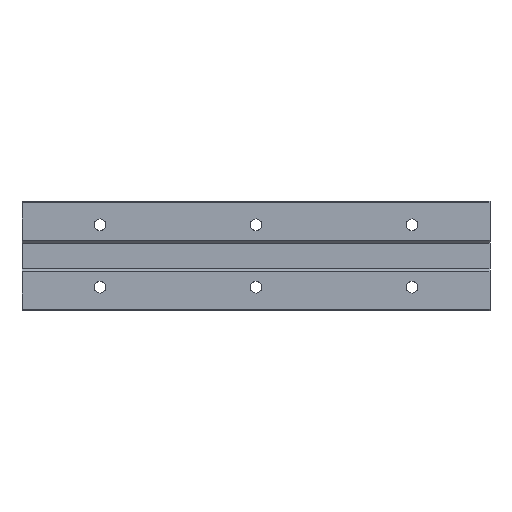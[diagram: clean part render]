
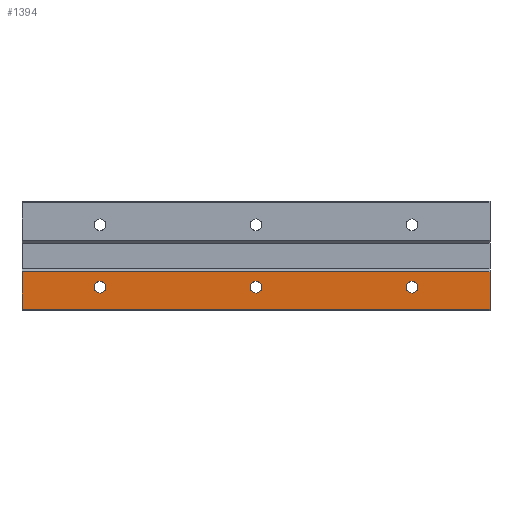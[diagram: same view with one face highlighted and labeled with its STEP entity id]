
A CAD part, front view. The second image highlights one B-rep face of the part: STEP entity #1394.
In plain terms, the highlighted planar face has unit normal (0, -1, 0).
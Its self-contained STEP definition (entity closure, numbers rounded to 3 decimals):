
#15 = CARTESIAN_POINT ( 'NONE',  ( -30., 0., -20.5 ) ) ;
#27 = DIRECTION ( 'NONE',  ( 0., -1., 0. ) ) ;
#104 = VERTEX_POINT ( 'NONE', #171 ) ;
#125 = DIRECTION ( 'NONE',  ( -1., 0., 0. ) ) ;
#139 = DIRECTION ( 'NONE',  ( 0., -1., 0. ) ) ;
#148 = DIRECTION ( 'NONE',  ( 0., 0., 1. ) ) ;
#155 = ORIENTED_EDGE ( 'NONE', *, *, #1742, .F. ) ;
#171 = CARTESIAN_POINT ( 'NONE',  ( 0., 0., -14.25 ) ) ;
#185 = CARTESIAN_POINT ( 'NONE',  ( 60., 0., -12. ) ) ;
#191 = CIRCLE ( 'NONE', #2013, 2.25 ) ;
#229 = AXIS2_PLACEMENT_3D ( 'NONE', #185, #27, #666 ) ;
#290 = CIRCLE ( 'NONE', #1980, 2.25 ) ;
#310 = DIRECTION ( 'NONE',  ( 0., -1., 0. ) ) ;
#330 = CARTESIAN_POINT ( 'NONE',  ( 60., 0., -12. ) ) ;
#419 = CARTESIAN_POINT ( 'NONE',  ( 60., 0., -9.75 ) ) ;
#441 = CARTESIAN_POINT ( 'NONE',  ( 120., 0., -12. ) ) ;
#460 = CIRCLE ( 'NONE', #229, 2.25 ) ;
#467 = CARTESIAN_POINT ( 'NONE',  ( 150., 0., -20.5 ) ) ;
#473 = EDGE_LOOP ( 'NONE', ( #1410, #155 ) ) ;
#483 = ORIENTED_EDGE ( 'NONE', *, *, #2122, .F. ) ;
#518 = CARTESIAN_POINT ( 'NONE',  ( 150., 0., -6. ) ) ;
#526 = VERTEX_POINT ( 'NONE', #15 ) ;
#586 = DIRECTION ( 'NONE',  ( 0., 0., 1. ) ) ;
#592 = CIRCLE ( 'NONE', #1517, 2.25 ) ;
#625 = CIRCLE ( 'NONE', #2009, 2.25 ) ;
#629 = CARTESIAN_POINT ( 'NONE',  ( 120., 0., -12. ) ) ;
#641 = VERTEX_POINT ( 'NONE', #1793 ) ;
#666 = DIRECTION ( 'NONE',  ( 0., 0., 1. ) ) ;
#676 = CARTESIAN_POINT ( 'NONE',  ( 120., 0., -14.25 ) ) ;
#813 = LINE ( 'NONE', #467, #1279 ) ;
#828 = ORIENTED_EDGE ( 'NONE', *, *, #961, .F. ) ;
#843 = VERTEX_POINT ( 'NONE', #419 ) ;
#868 = DIRECTION ( 'NONE',  ( 0., 0., 1. ) ) ;
#871 = VERTEX_POINT ( 'NONE', #989 ) ;
#891 = EDGE_LOOP ( 'NONE', ( #828, #1328 ) ) ;
#961 = EDGE_CURVE ( 'NONE', #871, #1038, #625, .T. ) ;
#963 = FACE_OUTER_BOUND ( 'NONE', #1352, .T. ) ;
#973 = PLANE ( 'NONE',  #1900 ) ;
#989 = CARTESIAN_POINT ( 'NONE',  ( 120., 0., -9.75 ) ) ;
#1002 = DIRECTION ( 'NONE',  ( 0., -1., 0. ) ) ;
#1038 = VERTEX_POINT ( 'NONE', #676 ) ;
#1086 = DIRECTION ( 'NONE',  ( 0., 0., -1. ) ) ;
#1121 = DIRECTION ( 'NONE',  ( 0., 0., 1. ) ) ;
#1130 = EDGE_CURVE ( 'NONE', #526, #1486, #1240, .T. ) ;
#1131 = FACE_BOUND ( 'NONE', #1729, .T. ) ;
#1146 = VECTOR ( 'NONE', #1086, 1000. ) ;
#1174 = DIRECTION ( 'NONE',  ( 0., 1., 0. ) ) ;
#1219 = CARTESIAN_POINT ( 'NONE',  ( 60., 0., -14.25 ) ) ;
#1223 = VERTEX_POINT ( 'NONE', #1717 ) ;
#1240 = LINE ( 'NONE', #1563, #1931 ) ;
#1248 = CARTESIAN_POINT ( 'NONE',  ( 150., 0., -20.5 ) ) ;
#1255 = DIRECTION ( 'NONE',  ( 0., -1., 0. ) ) ;
#1259 = DIRECTION ( 'NONE',  ( 0., -1., 0. ) ) ;
#1279 = VECTOR ( 'NONE', #125, 1000. ) ;
#1301 = EDGE_CURVE ( 'NONE', #843, #1599, #592, .T. ) ;
#1323 = ORIENTED_EDGE ( 'NONE', *, *, #1354, .F. ) ;
#1328 = ORIENTED_EDGE ( 'NONE', *, *, #2031, .F. ) ;
#1335 = DIRECTION ( 'NONE',  ( 1., 0., 0. ) ) ;
#1352 = EDGE_LOOP ( 'NONE', ( #1323, #2057, #1497, #2014 ) ) ;
#1354 = EDGE_CURVE ( 'NONE', #1518, #526, #813, .T. ) ;
#1394 = ADVANCED_FACE ( 'NONE', ( #963, #1607, #1953, #1131 ), #973, .F. ) ;
#1410 = ORIENTED_EDGE ( 'NONE', *, *, #1962, .F. ) ;
#1483 = CARTESIAN_POINT ( 'NONE',  ( -30., 0., -6. ) ) ;
#1486 = VERTEX_POINT ( 'NONE', #1483 ) ;
#1497 = ORIENTED_EDGE ( 'NONE', *, *, #1731, .F. ) ;
#1517 = AXIS2_PLACEMENT_3D ( 'NONE', #330, #1259, #1121 ) ;
#1518 = VERTEX_POINT ( 'NONE', #1248 ) ;
#1563 = CARTESIAN_POINT ( 'NONE',  ( -30., 0., -6. ) ) ;
#1599 = VERTEX_POINT ( 'NONE', #1219 ) ;
#1607 = FACE_BOUND ( 'NONE', #473, .T. ) ;
#1609 = EDGE_CURVE ( 'NONE', #1223, #1518, #1883, .T. ) ;
#1654 = VECTOR ( 'NONE', #1335, 1000. ) ;
#1688 = AXIS2_PLACEMENT_3D ( 'NONE', #1874, #1255, #586 ) ;
#1714 = CARTESIAN_POINT ( 'NONE',  ( 150., 0., -6. ) ) ;
#1717 = CARTESIAN_POINT ( 'NONE',  ( 150., 0., -6. ) ) ;
#1729 = EDGE_LOOP ( 'NONE', ( #1788, #483 ) ) ;
#1731 = EDGE_CURVE ( 'NONE', #1486, #1223, #2113, .T. ) ;
#1742 = EDGE_CURVE ( 'NONE', #104, #641, #191, .T. ) ;
#1788 = ORIENTED_EDGE ( 'NONE', *, *, #1301, .F. ) ;
#1793 = CARTESIAN_POINT ( 'NONE',  ( 0., 0., -9.75 ) ) ;
#1838 = CARTESIAN_POINT ( 'NONE',  ( 0., 0., -12. ) ) ;
#1874 = CARTESIAN_POINT ( 'NONE',  ( 0., 0., -12. ) ) ;
#1883 = LINE ( 'NONE', #1714, #1146 ) ;
#1886 = DIRECTION ( 'NONE',  ( 0., 0., 1. ) ) ;
#1900 = AXIS2_PLACEMENT_3D ( 'NONE', #2127, #1174, #868 ) ;
#1931 = VECTOR ( 'NONE', #1886, 1000. ) ;
#1953 = FACE_BOUND ( 'NONE', #891, .T. ) ;
#1962 = EDGE_CURVE ( 'NONE', #641, #104, #2077, .T. ) ;
#1980 = AXIS2_PLACEMENT_3D ( 'NONE', #441, #139, #2069 ) ;
#1996 = DIRECTION ( 'NONE',  ( 0., 0., 1. ) ) ;
#2009 = AXIS2_PLACEMENT_3D ( 'NONE', #629, #310, #148 ) ;
#2013 = AXIS2_PLACEMENT_3D ( 'NONE', #1838, #1002, #1996 ) ;
#2014 = ORIENTED_EDGE ( 'NONE', *, *, #1130, .F. ) ;
#2031 = EDGE_CURVE ( 'NONE', #1038, #871, #290, .T. ) ;
#2057 = ORIENTED_EDGE ( 'NONE', *, *, #1609, .F. ) ;
#2069 = DIRECTION ( 'NONE',  ( 0., 0., 1. ) ) ;
#2077 = CIRCLE ( 'NONE', #1688, 2.25 ) ;
#2113 = LINE ( 'NONE', #518, #1654 ) ;
#2122 = EDGE_CURVE ( 'NONE', #1599, #843, #460, .T. ) ;
#2127 = CARTESIAN_POINT ( 'NONE',  ( 150., 0., -6. ) ) ;
